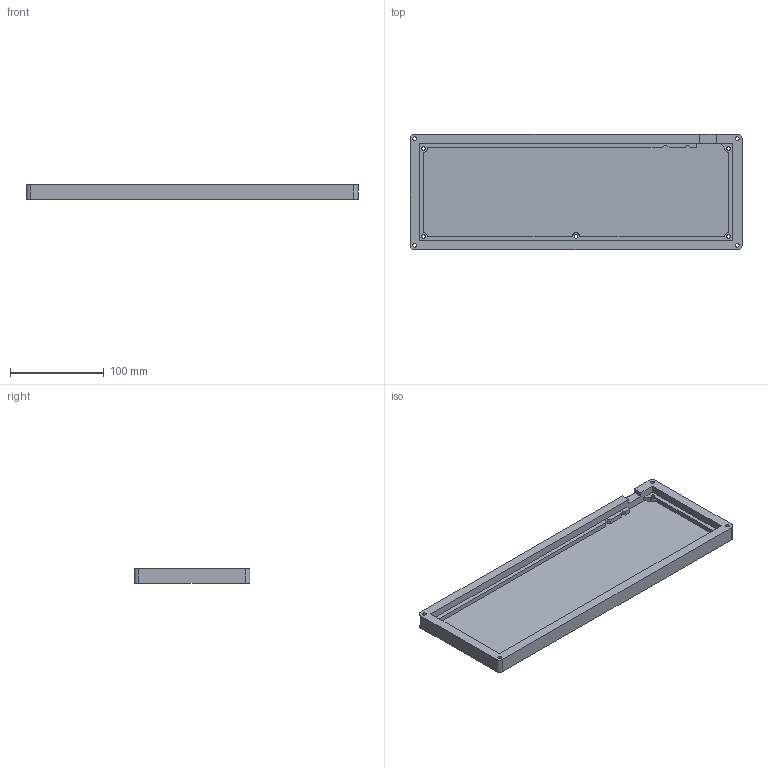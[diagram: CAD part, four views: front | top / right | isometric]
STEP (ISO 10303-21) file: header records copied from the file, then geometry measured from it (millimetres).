
FILE_DESCRIPTION(/* description */ (''),/* implementation_level */ '2;1');
FILE_NAME(/* name */ 'Keyboard_Base-V1.step',/* time_stamp */ '2025-07-28T09:34:47-05:00',/* author */ (''),/* organization */ (''),/* preprocessor_version */ 'ST-DEVELOPER v20.1',/* originating_system */ 'Autodesk Translation Framework v14.10.0.0',/* authorisation */ '');
FILE_SCHEMA (('AUTOMOTIVE_DESIGN { 1 0 10303 214 3 1 1 }'));
Length unit declared in the file: millimetre
Products named in the file (1): Base
Bounding box: 355 x 124 x 16 mm (x, y, z)
Volume: 267908.2 mm3; surface area: 115462.9 mm2
Topology: 1 solids, 1 shells, 49 faces, 141 edges, 94 vertices
Faces by surface type: plane 30, cylinder 18, bspline 1
Full cylindrical faces by diameter (mm): 4 x9
Entity records: 1776 total; most frequent: CARTESIAN_POINT 392, ORIENTED_EDGE 282, DIRECTION 271, EDGE_CURVE 141, LINE 101, VECTOR 101, VERTEX_POINT 94, AXIS2_PLACEMENT_3D 85
